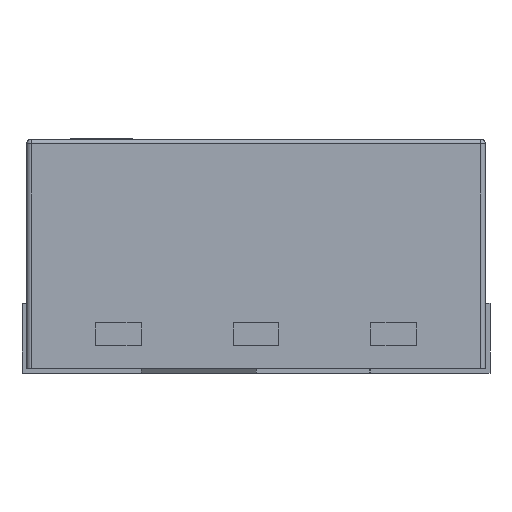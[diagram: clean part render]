
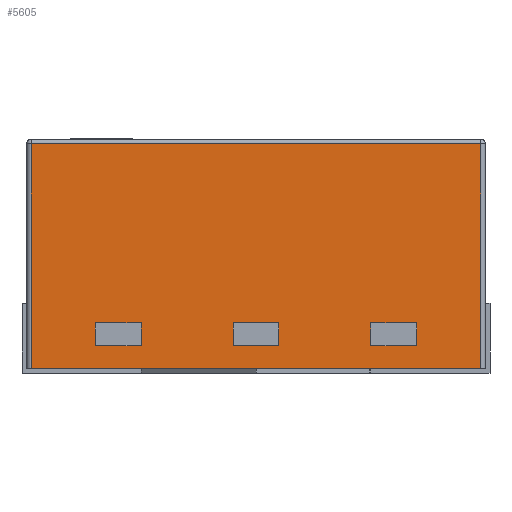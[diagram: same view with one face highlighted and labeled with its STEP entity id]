
A CAD part, left-side view. The second image highlights one B-rep face of the part: STEP entity #5605.
In plain terms, the highlighted planar face has unit normal (-1, 0, 0).
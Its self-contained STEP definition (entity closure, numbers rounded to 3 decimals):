
#136 = VECTOR ( 'NONE', #1564, 1000. ) ;
#406 = ORIENTED_EDGE ( 'NONE', *, *, #1010, .T. ) ;
#550 = ORIENTED_EDGE ( 'NONE', *, *, #4094, .T. ) ;
#632 = LINE ( 'NONE', #11841, #1766 ) ;
#1010 = EDGE_CURVE ( 'NONE', #13286, #16035, #632, .T. ) ;
#1286 = EDGE_LOOP ( 'NONE', ( #14460, #15836, #4178, #550 ) ) ;
#1336 = LINE ( 'NONE', #3954, #17809 ) ;
#1564 = DIRECTION ( 'NONE',  ( 0., -1., 0. ) ) ;
#1629 = ORIENTED_EDGE ( 'NONE', *, *, #3389, .T. ) ;
#1741 = DIRECTION ( 'NONE',  ( -1., 0., 0. ) ) ;
#1766 = VECTOR ( 'NONE', #7843, 1000. ) ;
#2081 = CARTESIAN_POINT ( 'NONE',  ( -0.5, 0.35, -0.45 ) ) ;
#2192 = EDGE_LOOP ( 'NONE', ( #4244, #1629, #11106, #2866 ) ) ;
#2323 = VERTEX_POINT ( 'NONE', #8780 ) ;
#2514 = EDGE_CURVE ( 'NONE', #15527, #8463, #17340, .T. ) ;
#2613 = VECTOR ( 'NONE', #3288, 1000. ) ;
#2639 = EDGE_CURVE ( 'NONE', #18268, #12458, #15705, .T. ) ;
#2652 = DIRECTION ( 'NONE',  ( 0., 0., 1. ) ) ;
#2663 = FACE_BOUND ( 'NONE', #17606, .T. ) ;
#2818 = VECTOR ( 'NONE', #6236, 1000. ) ;
#2866 = ORIENTED_EDGE ( 'NONE', *, *, #10886, .T. ) ;
#2958 = VECTOR ( 'NONE', #2652, 1000. ) ;
#2979 = ORIENTED_EDGE ( 'NONE', *, *, #11191, .T. ) ;
#3288 = DIRECTION ( 'NONE',  ( 0., -1., 0. ) ) ;
#3353 = VECTOR ( 'NONE', #3476, 1000. ) ;
#3389 = EDGE_CURVE ( 'NONE', #10931, #8038, #6219, .T. ) ;
#3416 = VERTEX_POINT ( 'NONE', #5768 ) ;
#3476 = DIRECTION ( 'NONE',  ( 0., 1., 0. ) ) ;
#3526 = CARTESIAN_POINT ( 'NONE',  ( -0.5, -0.05, -0.4 ) ) ;
#3600 = LINE ( 'NONE', #14934, #2818 ) ;
#3736 = VECTOR ( 'NONE', #18153, 1000. ) ;
#3954 = CARTESIAN_POINT ( 'NONE',  ( -0.5, 0.35, -0.4 ) ) ;
#4094 = EDGE_CURVE ( 'NONE', #11434, #18268, #7146, .T. ) ;
#4156 = FACE_BOUND ( 'NONE', #2192, .T. ) ;
#4178 = ORIENTED_EDGE ( 'NONE', *, *, #4349, .T. ) ;
#4244 = ORIENTED_EDGE ( 'NONE', *, *, #5946, .T. ) ;
#4349 = EDGE_CURVE ( 'NONE', #15273, #11434, #17577, .T. ) ;
#4384 = VECTOR ( 'NONE', #7037, 1000. ) ;
#4583 = VECTOR ( 'NONE', #6531, 1000. ) ;
#4721 = CARTESIAN_POINT ( 'NONE',  ( -0.5, 0.25, -0.45 ) ) ;
#4800 = ORIENTED_EDGE ( 'NONE', *, *, #8341, .T. ) ;
#4876 = ORIENTED_EDGE ( 'NONE', *, *, #5604, .T. ) ;
#4966 = DIRECTION ( 'NONE',  ( 0., 0., 1. ) ) ;
#5105 = ORIENTED_EDGE ( 'NONE', *, *, #17138, .T. ) ;
#5150 = CARTESIAN_POINT ( 'NONE',  ( -0.5, 0.35, -0.4 ) ) ;
#5479 = ORIENTED_EDGE ( 'NONE', *, *, #17791, .T. ) ;
#5604 = EDGE_CURVE ( 'NONE', #9490, #15527, #1336, .T. ) ;
#5605 = ADVANCED_FACE ( 'NONE', ( #4156, #9685, #2663, #12945 ), #9798, .T. ) ;
#5680 = DIRECTION ( 'NONE',  ( 0., 0., 1. ) ) ;
#5768 = CARTESIAN_POINT ( 'NONE',  ( -0.5, 0.05, -0.4 ) ) ;
#5946 = EDGE_CURVE ( 'NONE', #12441, #10931, #9454, .T. ) ;
#6111 = DIRECTION ( 'NONE',  ( 0., 0., 1. ) ) ;
#6139 = CARTESIAN_POINT ( 'NONE',  ( -0.5, 0.05, -0.45 ) ) ;
#6219 = LINE ( 'NONE', #15881, #8518 ) ;
#6236 = DIRECTION ( 'NONE',  ( 0., 0., -1. ) ) ;
#6500 = CARTESIAN_POINT ( 'NONE',  ( -0.5, 0.49, -0.5 ) ) ;
#6531 = DIRECTION ( 'NONE',  ( 0., 1., 0. ) ) ;
#6887 = CARTESIAN_POINT ( 'NONE',  ( -0.5, 0.35, -0.45 ) ) ;
#6931 = LINE ( 'NONE', #11423, #4384 ) ;
#7037 = DIRECTION ( 'NONE',  ( 0., 0., -1. ) ) ;
#7146 = LINE ( 'NONE', #17036, #2958 ) ;
#7261 = LINE ( 'NONE', #14736, #8508 ) ;
#7524 = CARTESIAN_POINT ( 'NONE',  ( -0.5, -0.25, -0.45 ) ) ;
#7843 = DIRECTION ( 'NONE',  ( 0., 0., -1. ) ) ;
#8038 = VERTEX_POINT ( 'NONE', #9994 ) ;
#8341 = EDGE_CURVE ( 'NONE', #16035, #16851, #8448, .T. ) ;
#8448 = LINE ( 'NONE', #12846, #16372 ) ;
#8463 = VERTEX_POINT ( 'NONE', #9193 ) ;
#8508 = VECTOR ( 'NONE', #6111, 1000. ) ;
#8518 = VECTOR ( 'NONE', #5680, 1000. ) ;
#8571 = DIRECTION ( 'NONE',  ( 0., -1., 0. ) ) ;
#8692 = CARTESIAN_POINT ( 'NONE',  ( -0.5, -0.35, -0.4 ) ) ;
#8780 = CARTESIAN_POINT ( 'NONE',  ( -0.5, -0.35, -0.4 ) ) ;
#9192 = CARTESIAN_POINT ( 'NONE',  ( -0.5, 0.05, -0.4 ) ) ;
#9193 = CARTESIAN_POINT ( 'NONE',  ( -0.5, 0.25, -0.45 ) ) ;
#9302 = ORIENTED_EDGE ( 'NONE', *, *, #17473, .T. ) ;
#9454 = LINE ( 'NONE', #15120, #4583 ) ;
#9490 = VERTEX_POINT ( 'NONE', #5150 ) ;
#9579 = CARTESIAN_POINT ( 'NONE',  ( -0.5, 0.5, -0.01 ) ) ;
#9685 = FACE_BOUND ( 'NONE', #12192, .T. ) ;
#9798 = PLANE ( 'NONE',  #15689 ) ;
#9994 = CARTESIAN_POINT ( 'NONE',  ( -0.5, -0.25, -0.4 ) ) ;
#10886 = EDGE_CURVE ( 'NONE', #2323, #12441, #6931, .T. ) ;
#10931 = VERTEX_POINT ( 'NONE', #7524 ) ;
#11106 = ORIENTED_EDGE ( 'NONE', *, *, #16125, .T. ) ;
#11191 = EDGE_CURVE ( 'NONE', #3416, #13286, #18132, .T. ) ;
#11288 = VECTOR ( 'NONE', #14975, 1000. ) ;
#11423 = CARTESIAN_POINT ( 'NONE',  ( -0.5, -0.35, -0.45 ) ) ;
#11434 = VERTEX_POINT ( 'NONE', #14853 ) ;
#11466 = VECTOR ( 'NONE', #4966, 1000. ) ;
#11720 = DIRECTION ( 'NONE',  ( 0., -1., 0. ) ) ;
#11841 = CARTESIAN_POINT ( 'NONE',  ( -0.5, -0.05, -0.45 ) ) ;
#11942 = CARTESIAN_POINT ( 'NONE',  ( -0.5, -0.05, -0.45 ) ) ;
#12003 = CARTESIAN_POINT ( 'NONE',  ( -0.5, 0.5, -0.5 ) ) ;
#12192 = EDGE_LOOP ( 'NONE', ( #4800, #9302, #2979, #406 ) ) ;
#12441 = VERTEX_POINT ( 'NONE', #14005 ) ;
#12458 = VERTEX_POINT ( 'NONE', #14284 ) ;
#12788 = VECTOR ( 'NONE', #17720, 1000. ) ;
#12846 = CARTESIAN_POINT ( 'NONE',  ( -0.5, 0.05, -0.45 ) ) ;
#12945 = FACE_OUTER_BOUND ( 'NONE', #1286, .T. ) ;
#13286 = VERTEX_POINT ( 'NONE', #3526 ) ;
#14005 = CARTESIAN_POINT ( 'NONE',  ( -0.5, -0.35, -0.45 ) ) ;
#14284 = CARTESIAN_POINT ( 'NONE',  ( -0.5, 0.49, -0.01 ) ) ;
#14460 = ORIENTED_EDGE ( 'NONE', *, *, #2639, .T. ) ;
#14521 = CARTESIAN_POINT ( 'NONE',  ( -0.5, 0.25, -0.4 ) ) ;
#14736 = CARTESIAN_POINT ( 'NONE',  ( -0.5, 0.35, -0.45 ) ) ;
#14853 = CARTESIAN_POINT ( 'NONE',  ( -0.5, -0.49, -0.5 ) ) ;
#14934 = CARTESIAN_POINT ( 'NONE',  ( -0.5, 0.49, -0.5 ) ) ;
#14975 = DIRECTION ( 'NONE',  ( 0., -1., 0. ) ) ;
#15021 = ORIENTED_EDGE ( 'NONE', *, *, #2514, .T. ) ;
#15120 = CARTESIAN_POINT ( 'NONE',  ( -0.5, -0.35, -0.45 ) ) ;
#15135 = CARTESIAN_POINT ( 'NONE',  ( -0.5, 0.05, -0.45 ) ) ;
#15273 = VERTEX_POINT ( 'NONE', #6500 ) ;
#15527 = VERTEX_POINT ( 'NONE', #14521 ) ;
#15689 = AXIS2_PLACEMENT_3D ( 'NONE', #12003, #1741, #11720 ) ;
#15705 = LINE ( 'NONE', #9579, #3736 ) ;
#15836 = ORIENTED_EDGE ( 'NONE', *, *, #17003, .T. ) ;
#15881 = CARTESIAN_POINT ( 'NONE',  ( -0.5, -0.25, -0.45 ) ) ;
#15926 = VERTEX_POINT ( 'NONE', #6887 ) ;
#16035 = VERTEX_POINT ( 'NONE', #11942 ) ;
#16042 = LINE ( 'NONE', #8692, #136 ) ;
#16074 = CARTESIAN_POINT ( 'NONE',  ( -0.5, 0.5, -0.5 ) ) ;
#16125 = EDGE_CURVE ( 'NONE', #8038, #2323, #16042, .T. ) ;
#16372 = VECTOR ( 'NONE', #18543, 1000. ) ;
#16851 = VERTEX_POINT ( 'NONE', #6139 ) ;
#17003 = EDGE_CURVE ( 'NONE', #12458, #15273, #3600, .T. ) ;
#17036 = CARTESIAN_POINT ( 'NONE',  ( -0.5, -0.49, -0.5 ) ) ;
#17138 = EDGE_CURVE ( 'NONE', #15926, #9490, #7261, .T. ) ;
#17340 = LINE ( 'NONE', #4721, #12788 ) ;
#17473 = EDGE_CURVE ( 'NONE', #16851, #3416, #17872, .T. ) ;
#17577 = LINE ( 'NONE', #16074, #2613 ) ;
#17606 = EDGE_LOOP ( 'NONE', ( #5479, #5105, #4876, #15021 ) ) ;
#17609 = LINE ( 'NONE', #2081, #3353 ) ;
#17720 = DIRECTION ( 'NONE',  ( 0., 0., -1. ) ) ;
#17791 = EDGE_CURVE ( 'NONE', #8463, #15926, #17609, .T. ) ;
#17809 = VECTOR ( 'NONE', #8571, 1000. ) ;
#17872 = LINE ( 'NONE', #15135, #11466 ) ;
#18132 = LINE ( 'NONE', #9192, #11288 ) ;
#18153 = DIRECTION ( 'NONE',  ( 0., 1., 0. ) ) ;
#18268 = VERTEX_POINT ( 'NONE', #18498 ) ;
#18498 = CARTESIAN_POINT ( 'NONE',  ( -0.5, -0.49, -0.01 ) ) ;
#18543 = DIRECTION ( 'NONE',  ( 0., 1., 0. ) ) ;
